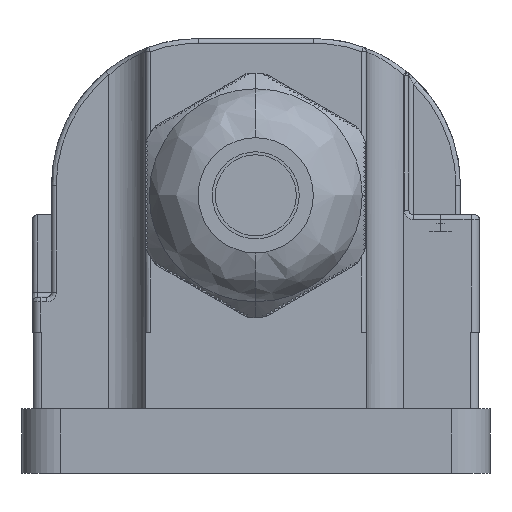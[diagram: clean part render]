
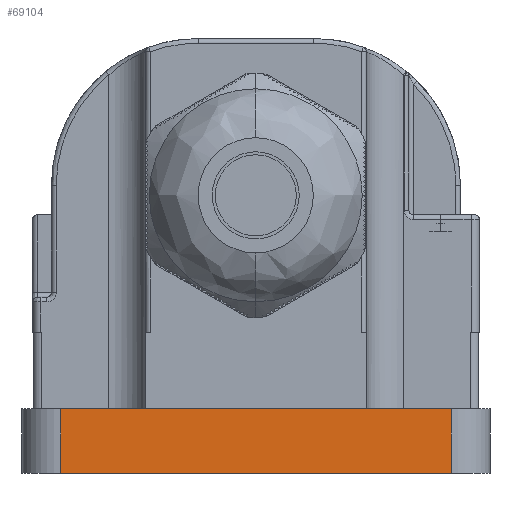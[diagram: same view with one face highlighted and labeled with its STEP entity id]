
A CAD part, left-side view. The second image highlights one B-rep face of the part: STEP entity #69104.
In plain terms, the highlighted planar face has unit normal (-1, 0, 0).
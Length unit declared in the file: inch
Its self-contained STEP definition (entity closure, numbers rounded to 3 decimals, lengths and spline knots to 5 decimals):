
#775 = AXIS2_PLACEMENT_3D ( 'NONE', #18919, #36583, #37126 ) ;
#1662 = EDGE_CURVE ( 'NONE', #6032, #25865, #16229, .T. ) ;
#2429 = DIRECTION ( 'NONE',  ( 0., 0., -1. ) ) ;
#4144 = CARTESIAN_POINT ( 'NONE',  ( -1.68929, 1.6273, 0.37351 ) ) ;
#4944 = CARTESIAN_POINT ( 'NONE',  ( -1.68929, 1.6273, 0.37351 ) ) ;
#6032 = VERTEX_POINT ( 'NONE', #34939 ) ;
#13107 = VECTOR ( 'NONE', #31021, 39.37008 ) ;
#16229 = LINE ( 'NONE', #32843, #58691 ) ;
#18919 = CARTESIAN_POINT ( 'NONE',  ( -1.68929, 1.6273, 0.37351 ) ) ;
#19941 = EDGE_CURVE ( 'NONE', #53281, #65010, #32836, .T. ) ;
#23600 = EDGE_LOOP ( 'NONE', ( #61854, #30177, #48238, #81649 ) ) ;
#24878 = LINE ( 'NONE', #4944, #26836 ) ;
#25865 = VERTEX_POINT ( 'NONE', #71327 ) ;
#26836 = VECTOR ( 'NONE', #30280, 39.37008 ) ;
#30177 = ORIENTED_EDGE ( 'NONE', *, *, #19941, .F. ) ;
#30280 = DIRECTION ( 'NONE',  ( 0., 0., 1. ) ) ;
#31021 = DIRECTION ( 'NONE',  ( 0., -1., 0. ) ) ;
#32836 = LINE ( 'NONE', #62556, #13107 ) ;
#32843 = CARTESIAN_POINT ( 'NONE',  ( -1.68929, 1.6273, 0.09791 ) ) ;
#34939 = CARTESIAN_POINT ( 'NONE',  ( -1.68929, 1.6273, 0.09791 ) ) ;
#36583 = DIRECTION ( 'NONE',  ( 1., 0., 0. ) ) ;
#36649 = EDGE_CURVE ( 'NONE', #6032, #53281, #24878, .T. ) ;
#37126 = DIRECTION ( 'NONE',  ( 0., 0., -1. ) ) ;
#37664 = PLANE ( 'NONE',  #775 ) ;
#44673 = CARTESIAN_POINT ( 'NONE',  ( -1.68929, -0.0357, 0.37351 ) ) ;
#45559 = DIRECTION ( 'NONE',  ( 0., -1., 0. ) ) ;
#45791 = LINE ( 'NONE', #44673, #64690 ) ;
#48238 = ORIENTED_EDGE ( 'NONE', *, *, #36649, .F. ) ;
#53281 = VERTEX_POINT ( 'NONE', #4144 ) ;
#58691 = VECTOR ( 'NONE', #45559, 39.37008 ) ;
#61854 = ORIENTED_EDGE ( 'NONE', *, *, #76593, .F. ) ;
#62556 = CARTESIAN_POINT ( 'NONE',  ( -1.68929, 1.6273, 0.37351 ) ) ;
#64690 = VECTOR ( 'NONE', #2429, 39.37008 ) ;
#65010 = VERTEX_POINT ( 'NONE', #66220 ) ;
#66220 = CARTESIAN_POINT ( 'NONE',  ( -1.68929, -0.0357, 0.37351 ) ) ;
#69104 = ADVANCED_FACE ( 'NONE', ( #70296 ), #37664, .F. ) ;
#70296 = FACE_OUTER_BOUND ( 'NONE', #23600, .T. ) ;
#71327 = CARTESIAN_POINT ( 'NONE',  ( -1.68929, -0.0357, 0.09791 ) ) ;
#76593 = EDGE_CURVE ( 'NONE', #65010, #25865, #45791, .T. ) ;
#81649 = ORIENTED_EDGE ( 'NONE', *, *, #1662, .T. ) ;
